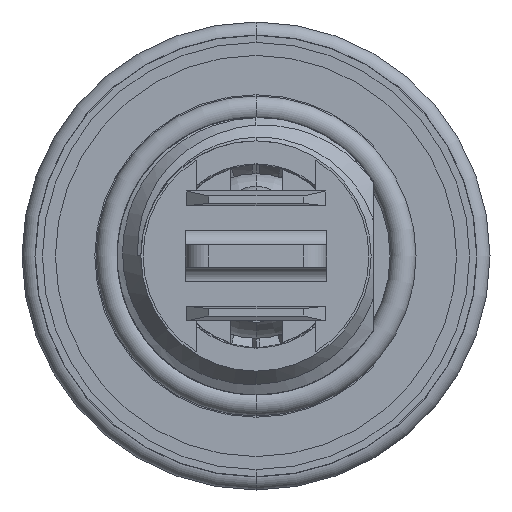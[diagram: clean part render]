
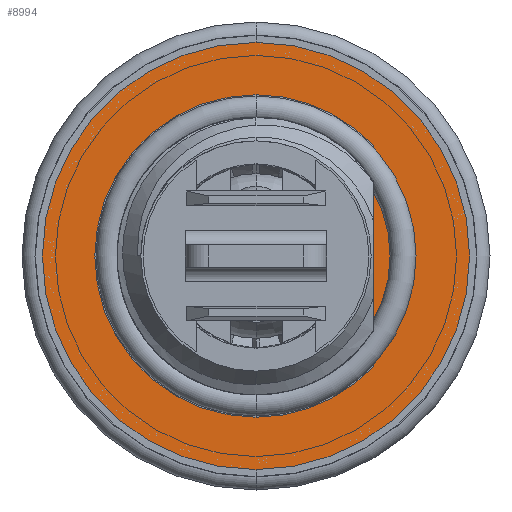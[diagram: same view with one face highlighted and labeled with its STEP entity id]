
A CAD part, front view. The second image highlights one B-rep face of the part: STEP entity #8994.
In plain terms, the highlighted planar face has unit normal (0, -1, 0).
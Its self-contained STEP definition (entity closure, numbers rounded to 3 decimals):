
#355 = AXIS2_PLACEMENT_3D ( 'NONE', #16401, #7450, #17931 ) ;
#544 = CIRCLE ( 'NONE', #18404, 7.303 ) ;
#1853 = CARTESIAN_POINT ( 'NONE',  ( 4.013, 40.005, 3.778 ) ) ;
#1918 = DIRECTION ( 'NONE',  ( 0., 0., 1. ) ) ;
#2054 = CIRCLE ( 'NONE', #8368, 7.303 ) ;
#2272 = EDGE_CURVE ( 'NONE', #12801, #12593, #13295, .T. ) ;
#2503 = EDGE_CURVE ( 'NONE', #10164, #12801, #11431, .T. ) ;
#2546 = DIRECTION ( 'NONE',  ( 0., -1., 0. ) ) ;
#2668 = EDGE_CURVE ( 'NONE', #15119, #4693, #2054, .T. ) ;
#3244 = EDGE_LOOP ( 'NONE', ( #7823, #17609 ) ) ;
#3327 = CARTESIAN_POINT ( 'NONE',  ( 4.013, 40.005, -3.778 ) ) ;
#4258 = DIRECTION ( 'NONE',  ( 0., -1., 0. ) ) ;
#4381 = DIRECTION ( 'NONE',  ( 1., 0., 0. ) ) ;
#4693 = VERTEX_POINT ( 'NONE', #12523 ) ;
#6338 = AXIS2_PLACEMENT_3D ( 'NONE', #11548, #2546, #13046 ) ;
#6666 = CARTESIAN_POINT ( 'NONE',  ( 0., 40.005, 0. ) ) ;
#7237 = CARTESIAN_POINT ( 'NONE',  ( 0., 40.005, 0. ) ) ;
#7450 = DIRECTION ( 'NONE',  ( 0., -1., 0. ) ) ;
#7823 = ORIENTED_EDGE ( 'NONE', *, *, #15210, .T. ) ;
#7950 = CARTESIAN_POINT ( 'NONE',  ( 4.013, 40.005, 0. ) ) ;
#8170 = DIRECTION ( 'NONE',  ( 0., 0., -1. ) ) ;
#8368 = AXIS2_PLACEMENT_3D ( 'NONE', #7237, #17711, #8745 ) ;
#8731 = AXIS2_PLACEMENT_3D ( 'NONE', #6666, #17135, #8170 ) ;
#8745 = DIRECTION ( 'NONE',  ( 0., 0., 1. ) ) ;
#8836 = EDGE_CURVE ( 'NONE', #10854, #10164, #18863, .T. ) ;
#8863 = CARTESIAN_POINT ( 'NONE',  ( -5.512, 40.005, 0. ) ) ;
#8994 = ADVANCED_FACE ( 'NONE', ( #13897, #12959 ), #17826, .F. ) ;
#9841 = CARTESIAN_POINT ( 'NONE',  ( 0., 40.005, -7.303 ) ) ;
#10164 = VERTEX_POINT ( 'NONE', #13067 ) ;
#10854 = VERTEX_POINT ( 'NONE', #1853 ) ;
#11431 = CIRCLE ( 'NONE', #355, 5.512 ) ;
#11548 = CARTESIAN_POINT ( 'NONE',  ( 0., 40.005, 0. ) ) ;
#12104 = EDGE_CURVE ( 'NONE', #12593, #10854, #18575, .T. ) ;
#12523 = CARTESIAN_POINT ( 'NONE',  ( 0., 40.005, 7.303 ) ) ;
#12593 = VERTEX_POINT ( 'NONE', #3327 ) ;
#12801 = VERTEX_POINT ( 'NONE', #18889 ) ;
#12956 = ORIENTED_EDGE ( 'NONE', *, *, #8836, .F. ) ;
#12959 = FACE_BOUND ( 'NONE', #16371, .T. ) ;
#13046 = DIRECTION ( 'NONE',  ( 0., 0., -1. ) ) ;
#13067 = CARTESIAN_POINT ( 'NONE',  ( 0., 40.005, 5.512 ) ) ;
#13252 = CARTESIAN_POINT ( 'NONE',  ( 0., 40.005, 0. ) ) ;
#13295 = CIRCLE ( 'NONE', #8731, 5.512 ) ;
#13363 = DIRECTION ( 'NONE',  ( 0., 1., 0. ) ) ;
#13420 = ORIENTED_EDGE ( 'NONE', *, *, #2503, .F. ) ;
#13897 = FACE_OUTER_BOUND ( 'NONE', #3244, .T. ) ;
#14077 = VECTOR ( 'NONE', #1918, 1000. ) ;
#14737 = DIRECTION ( 'NONE',  ( 0., 0., 1. ) ) ;
#15119 = VERTEX_POINT ( 'NONE', #9841 ) ;
#15210 = EDGE_CURVE ( 'NONE', #4693, #15119, #544, .T. ) ;
#16371 = EDGE_LOOP ( 'NONE', ( #12956, #18150, #18599, #13420 ) ) ;
#16401 = CARTESIAN_POINT ( 'NONE',  ( 0., 40.005, 0. ) ) ;
#17135 = DIRECTION ( 'NONE',  ( 0., -1., 0. ) ) ;
#17383 = AXIS2_PLACEMENT_3D ( 'NONE', #8863, #13363, #4381 ) ;
#17609 = ORIENTED_EDGE ( 'NONE', *, *, #2668, .T. ) ;
#17711 = DIRECTION ( 'NONE',  ( 0., -1., 0. ) ) ;
#17826 = PLANE ( 'NONE',  #17383 ) ;
#17931 = DIRECTION ( 'NONE',  ( 0., 0., -1. ) ) ;
#18150 = ORIENTED_EDGE ( 'NONE', *, *, #12104, .F. ) ;
#18404 = AXIS2_PLACEMENT_3D ( 'NONE', #13252, #4258, #14737 ) ;
#18575 = LINE ( 'NONE', #7950, #14077 ) ;
#18599 = ORIENTED_EDGE ( 'NONE', *, *, #2272, .F. ) ;
#18863 = CIRCLE ( 'NONE', #6338, 5.512 ) ;
#18889 = CARTESIAN_POINT ( 'NONE',  ( 0., 40.005, -5.512 ) ) ;
